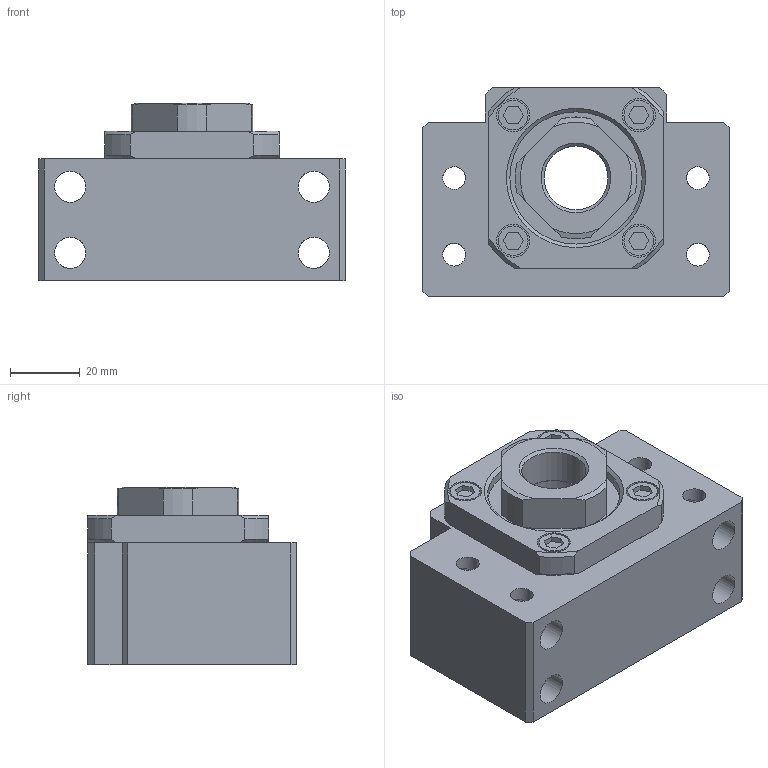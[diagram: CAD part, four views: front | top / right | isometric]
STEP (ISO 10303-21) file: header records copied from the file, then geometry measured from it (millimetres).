
FILE_DESCRIPTION( ( 'STEP AP203' ), ' ' );
FILE_NAME( 'BK_20Yes.stp', '2018-02-07T15:53:31', ( '' ), ( '' ), ' ', 'PARTsolutions', ' ' );
FILE_SCHEMA( ( 'CONFIG_CONTROL_DESIGN' ) );
Length unit declared in the file: millimetre
Products named in the file (3): BK 20Yes; _BK 20; _BK 20collar
Assembly tree (2 placements, depth 2):
  BK 20Yes
    _BK 20
    _BK 20collar
Bounding box: 88 x 60 x 51 mm (x, y, z)
Volume: 162859.3 mm3; surface area: 44068.3 mm2
Topology: 2 solids, 3 shells, 161 faces, 405 edges, 269 vertices
Faces by surface type: plane 93, cylinder 48, cone 19, torus 1
Full cylindrical faces by diameter (mm): 4 x2, 6.6 x12, 8.5 x4, 9 x4, 9.5 x4, 14 x4, 18.376 x1, 20 x2, 26 x1, 27.5 x2, 28 x1, 38 x2, 38.1 x1
Entity records: 5690 total; most frequent: CARTESIAN_POINT 1969, DIRECTION 714, ORIENTED_EDGE 672, EDGE_CURVE 336, AXIS2_PLACEMENT_3D 271, EDGE_LOOP 268, VERTEX_POINT 252, FACE_OUTER_BOUND 202
